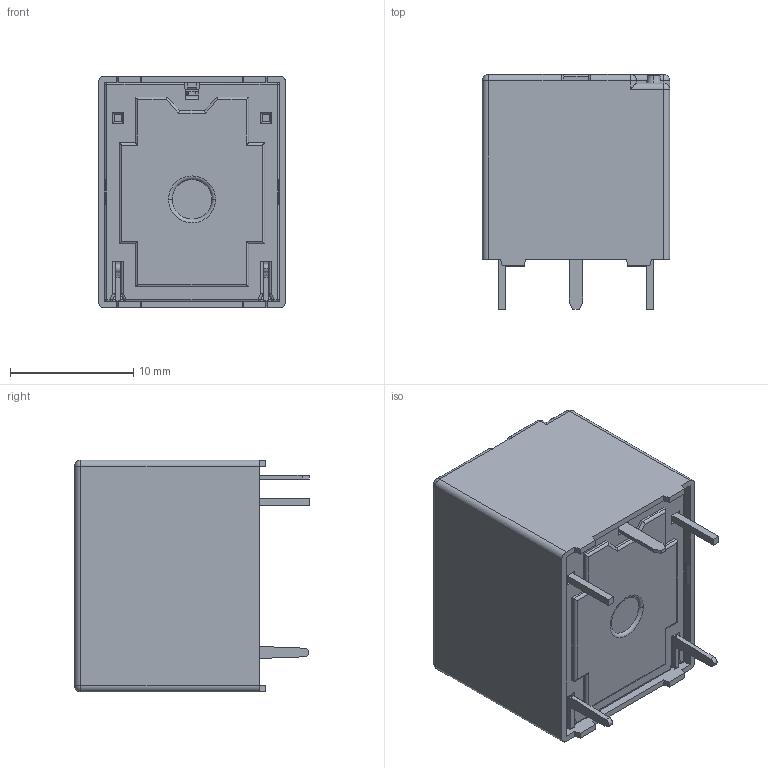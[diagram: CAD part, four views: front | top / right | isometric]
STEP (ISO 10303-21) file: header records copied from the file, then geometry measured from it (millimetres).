
FILE_DESCRIPTION (( 'STEP AP214' ), '1' );
FILE_NAME ('Same_Sky_PR25-48V-S-360-1C-E.step', '2024-11-15T16:32:39', ( '' ), ( '' ), 'SwSTEP 2.0', 'SolidWorks 2024', '' );
FILE_SCHEMA (( 'AUTOMOTIVE_DESIGN' ));
Length unit declared in the file: inch
Products named in the file (1): Same_Sky_PR25-48V-S-360-1C-E
Bounding box: 15.2 x 19.05 x 18.8 mm (x, y, z)
Volume: 1189.1 mm3; surface area: 3253.5 mm2
Topology: 7 solids, 7 shells, 543 faces, 1410 edges, 845 vertices
Faces by surface type: plane 296, cylinder 178, sphere 44, torus 16, cone 6, bspline 3
Entity records: 16320 total; most frequent: CARTESIAN_POINT 3253, ORIENTED_EDGE 2728, DIRECTION 2674, EDGE_CURVE 1364, VECTOR 962, LINE 962, AXIS2_PLACEMENT_3D 856, VERTEX_POINT 843
